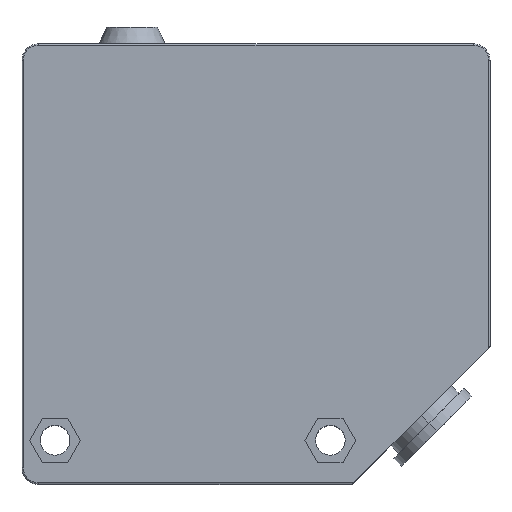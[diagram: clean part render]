
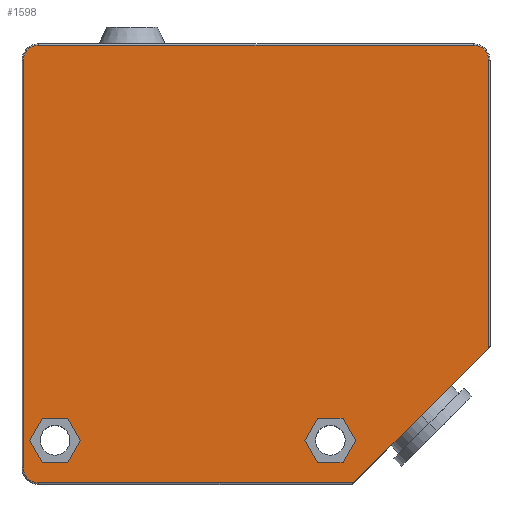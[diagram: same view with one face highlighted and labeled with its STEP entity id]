
A CAD part, top view. The second image highlights one B-rep face of the part: STEP entity #1598.
In plain terms, the highlighted planar face has unit normal (0, 0, 1).
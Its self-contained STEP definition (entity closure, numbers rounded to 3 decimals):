
#56=DIRECTION('',(-0.5,-0.866,0.));
#57=VECTOR('',#56,4.619);
#58=CARTESIAN_POINT('',(-38.809,-20.,17.));
#59=LINE('',#58,#57);
#64=DIRECTION('',(0.5,-0.866,0.));
#65=VECTOR('',#64,4.619);
#66=CARTESIAN_POINT('',(-41.119,-24.,17.));
#67=LINE('',#66,#65);
#71=DIRECTION('',(1.,0.,0.));
#72=VECTOR('',#71,4.619);
#73=CARTESIAN_POINT('',(-38.809,-28.,17.));
#74=LINE('',#73,#72);
#78=DIRECTION('',(0.5,0.866,0.));
#79=VECTOR('',#78,4.619);
#80=CARTESIAN_POINT('',(-34.191,-28.,17.));
#81=LINE('',#80,#79);
#85=DIRECTION('',(-0.5,0.866,0.));
#86=VECTOR('',#85,4.619);
#87=CARTESIAN_POINT('',(-31.881,-24.,17.));
#88=LINE('',#87,#86);
#92=DIRECTION('',(-1.,0.,0.));
#93=VECTOR('',#92,4.619);
#94=CARTESIAN_POINT('',(-34.191,-20.,17.));
#95=LINE('',#94,#93);
#99=DIRECTION('',(-0.5,-0.866,0.));
#100=VECTOR('',#99,4.619);
#101=CARTESIAN_POINT('',(11.191,-20.,17.));
#102=LINE('',#101,#100);
#106=DIRECTION('',(0.5,-0.866,0.));
#107=VECTOR('',#106,4.619);
#108=CARTESIAN_POINT('',(8.881,-24.,17.));
#109=LINE('',#108,#107);
#113=DIRECTION('',(1.,0.,0.));
#114=VECTOR('',#113,4.619);
#115=CARTESIAN_POINT('',(11.191,-28.,17.));
#116=LINE('',#115,#114);
#120=DIRECTION('',(0.5,0.866,0.));
#121=VECTOR('',#120,4.619);
#122=CARTESIAN_POINT('',(15.809,-28.,17.));
#123=LINE('',#122,#121);
#127=DIRECTION('',(-0.5,0.866,0.));
#128=VECTOR('',#127,4.619);
#129=CARTESIAN_POINT('',(18.119,-24.,17.));
#130=LINE('',#129,#128);
#134=DIRECTION('',(-1.,0.,0.));
#135=VECTOR('',#134,4.619);
#136=CARTESIAN_POINT('',(15.809,-20.,17.));
#137=LINE('',#136,#135);
#141=DIRECTION('',(1.,0.,0.));
#142=VECTOR('',#141,57.25);
#143=CARTESIAN_POINT('',(-39.5,-31.75,17.));
#144=LINE('',#143,#142);
#148=CARTESIAN_POINT('',(-39.5,-29.,17.));
#149=DIRECTION('',(0.,0.,1.));
#150=DIRECTION('',(-1.,0.,0.));
#151=AXIS2_PLACEMENT_3D('',#148,#149,#150);
#156=DIRECTION('',(0.,-1.,0.));
#157=VECTOR('',#156,74.);
#158=CARTESIAN_POINT('',(-42.25,45.,17.));
#159=LINE('',#158,#157);
#163=CARTESIAN_POINT('',(-39.5,45.,17.));
#164=DIRECTION('',(0.,0.,1.));
#165=DIRECTION('',(0.,1.,0.));
#166=AXIS2_PLACEMENT_3D('',#163,#164,#165);
#171=DIRECTION('',(-1.,0.,0.));
#172=VECTOR('',#171,79.);
#173=CARTESIAN_POINT('',(39.5,47.75,17.));
#174=LINE('',#173,#172);
#178=CARTESIAN_POINT('',(39.5,45.,17.));
#179=DIRECTION('',(0.,0.,1.));
#180=DIRECTION('',(1.,0.,0.));
#181=AXIS2_PLACEMENT_3D('',#178,#179,#180);
#186=DIRECTION('',(0.,1.,0.));
#187=VECTOR('',#186,52.25);
#188=CARTESIAN_POINT('',(42.25,-7.25,17.));
#189=LINE('',#188,#187);
#193=DIRECTION('',(0.707,0.707,0.));
#194=VECTOR('',#193,34.648);
#195=CARTESIAN_POINT('',(17.75,-31.75,17.));
#196=LINE('',#195,#194);
#773=CARTESIAN_POINT('',(17.75,-31.75,17.));
#786=CARTESIAN_POINT('',(42.25,-7.25,17.));
#1371=CARTESIAN_POINT('',(-38.809,-20.,17.));
#1372=CARTESIAN_POINT('',(-41.119,-24.,17.));
#1373=VERTEX_POINT('',#1371);
#1374=VERTEX_POINT('',#1372);
#1375=CARTESIAN_POINT('',(-38.809,-28.,17.));
#1376=VERTEX_POINT('',#1375);
#1377=CARTESIAN_POINT('',(-34.191,-28.,17.));
#1378=VERTEX_POINT('',#1377);
#1379=CARTESIAN_POINT('',(-31.881,-24.,17.));
#1380=VERTEX_POINT('',#1379);
#1381=CARTESIAN_POINT('',(-34.191,-20.,17.));
#1382=VERTEX_POINT('',#1381);
#1411=VERTEX_POINT('',#773);
#1415=CARTESIAN_POINT('',(-39.5,-31.75,17.));
#1416=VERTEX_POINT('',#1415);
#1417=CARTESIAN_POINT('',(-42.25,-29.,17.));
#1418=VERTEX_POINT('',#1417);
#1421=CARTESIAN_POINT('',(-42.25,45.,17.));
#1422=VERTEX_POINT('',#1421);
#1425=CARTESIAN_POINT('',(-39.5,47.75,17.));
#1426=VERTEX_POINT('',#1425);
#1429=CARTESIAN_POINT('',(39.5,47.75,17.));
#1430=VERTEX_POINT('',#1429);
#1433=CARTESIAN_POINT('',(42.25,45.,17.));
#1434=VERTEX_POINT('',#1433);
#1438=VERTEX_POINT('',#786);
#1487=CARTESIAN_POINT('',(11.191,-20.,17.));
#1488=CARTESIAN_POINT('',(8.881,-24.,17.));
#1489=VERTEX_POINT('',#1487);
#1490=VERTEX_POINT('',#1488);
#1491=CARTESIAN_POINT('',(11.191,-28.,17.));
#1492=VERTEX_POINT('',#1491);
#1493=CARTESIAN_POINT('',(15.809,-28.,17.));
#1494=VERTEX_POINT('',#1493);
#1495=CARTESIAN_POINT('',(18.119,-24.,17.));
#1496=VERTEX_POINT('',#1495);
#1497=CARTESIAN_POINT('',(15.809,-20.,17.));
#1498=VERTEX_POINT('',#1497);
#1547=CARTESIAN_POINT('',(0.,0.,17.));
#1548=DIRECTION('',(0.,0.,1.));
#1549=DIRECTION('',(1.,0.,0.));
#1550=AXIS2_PLACEMENT_3D('',#1547,#1548,#1549);
#1551=PLANE('',#1550);
#1553=ORIENTED_EDGE('',*,*,#1552,.F.);
#1555=ORIENTED_EDGE('',*,*,#1554,.F.);
#1557=ORIENTED_EDGE('',*,*,#1556,.F.);
#1559=ORIENTED_EDGE('',*,*,#1558,.F.);
#1561=ORIENTED_EDGE('',*,*,#1560,.F.);
#1563=ORIENTED_EDGE('',*,*,#1562,.F.);
#1565=ORIENTED_EDGE('',*,*,#1564,.F.);
#1567=ORIENTED_EDGE('',*,*,#1566,.F.);
#1568=EDGE_LOOP('',(#1553,#1555,#1557,#1559,#1561,#1563,#1565,#1567));
#1569=FACE_OUTER_BOUND('',#1568,.F.);
#1571=ORIENTED_EDGE('',*,*,#1570,.T.);
#1573=ORIENTED_EDGE('',*,*,#1572,.T.);
#1575=ORIENTED_EDGE('',*,*,#1574,.T.);
#1577=ORIENTED_EDGE('',*,*,#1576,.T.);
#1579=ORIENTED_EDGE('',*,*,#1578,.T.);
#1581=ORIENTED_EDGE('',*,*,#1580,.T.);
#1582=EDGE_LOOP('',(#1571,#1573,#1575,#1577,#1579,#1581));
#1583=FACE_BOUND('',#1582,.F.);
#1585=ORIENTED_EDGE('',*,*,#1584,.T.);
#1587=ORIENTED_EDGE('',*,*,#1586,.T.);
#1589=ORIENTED_EDGE('',*,*,#1588,.T.);
#1591=ORIENTED_EDGE('',*,*,#1590,.T.);
#1593=ORIENTED_EDGE('',*,*,#1592,.T.);
#1595=ORIENTED_EDGE('',*,*,#1594,.T.);
#1596=EDGE_LOOP('',(#1585,#1587,#1589,#1591,#1593,#1595));
#1597=FACE_BOUND('',#1596,.F.);
#1598=ADVANCED_FACE('',(#1569,#1583,#1597),#1551,.T.);
#152=CIRCLE('',#151,2.75);
#167=CIRCLE('',#166,2.75);
#182=CIRCLE('',#181,2.75);
#1552=EDGE_CURVE('',#1416,#1411,#144,.T.);
#1554=EDGE_CURVE('',#1418,#1416,#152,.T.);
#1556=EDGE_CURVE('',#1422,#1418,#159,.T.);
#1558=EDGE_CURVE('',#1426,#1422,#167,.T.);
#1560=EDGE_CURVE('',#1430,#1426,#174,.T.);
#1562=EDGE_CURVE('',#1434,#1430,#182,.T.);
#1564=EDGE_CURVE('',#1438,#1434,#189,.T.);
#1566=EDGE_CURVE('',#1411,#1438,#196,.T.);
#1570=EDGE_CURVE('',#1373,#1374,#59,.T.);
#1572=EDGE_CURVE('',#1374,#1376,#67,.T.);
#1574=EDGE_CURVE('',#1376,#1378,#74,.T.);
#1576=EDGE_CURVE('',#1378,#1380,#81,.T.);
#1578=EDGE_CURVE('',#1380,#1382,#88,.T.);
#1580=EDGE_CURVE('',#1382,#1373,#95,.T.);
#1584=EDGE_CURVE('',#1489,#1490,#102,.T.);
#1586=EDGE_CURVE('',#1490,#1492,#109,.T.);
#1588=EDGE_CURVE('',#1492,#1494,#116,.T.);
#1590=EDGE_CURVE('',#1494,#1496,#123,.T.);
#1592=EDGE_CURVE('',#1496,#1498,#130,.T.);
#1594=EDGE_CURVE('',#1498,#1489,#137,.T.);
